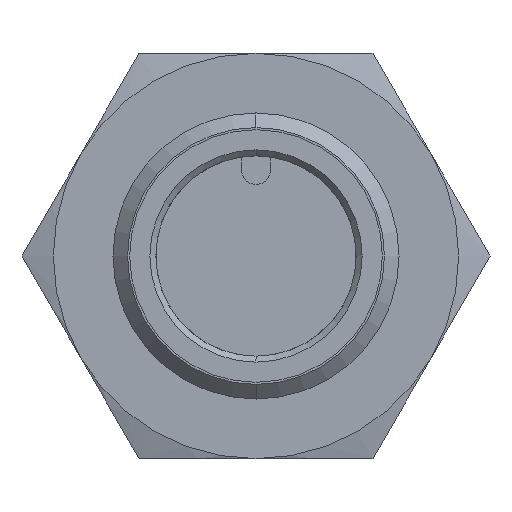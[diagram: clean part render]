
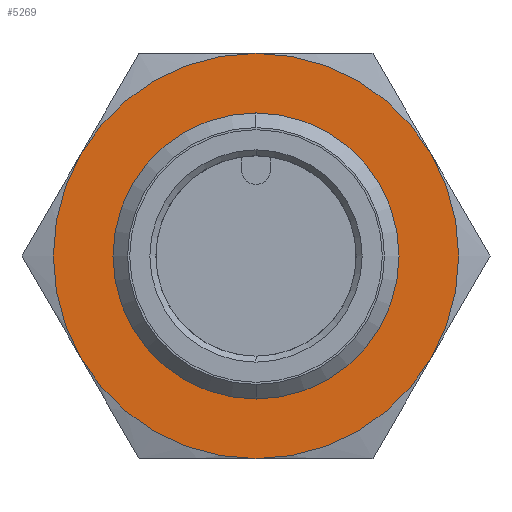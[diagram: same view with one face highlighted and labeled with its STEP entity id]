
A CAD part, left-side view. The second image highlights one B-rep face of the part: STEP entity #5269.
In plain terms, the highlighted planar face has unit normal (-1, 0, 0).
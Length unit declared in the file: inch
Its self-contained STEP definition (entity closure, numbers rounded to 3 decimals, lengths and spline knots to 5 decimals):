
#25 = FACE_BOUND ( 'NONE', #4215, .T. ) ;
#47 = CARTESIAN_POINT ( 'NONE',  ( 1.40157, 0., 0. ) ) ;
#83 = DIRECTION ( 'NONE',  ( 1., 0., 0. ) ) ;
#339 = CIRCLE ( 'NONE', #5174, 0.33465 ) ;
#513 = AXIS2_PLACEMENT_3D ( 'NONE', #3229, #3674, #1509 ) ;
#565 = CARTESIAN_POINT ( 'NONE',  ( 1.40157, 0., 0. ) ) ;
#685 = DIRECTION ( 'NONE',  ( 1., 0., 0. ) ) ;
#748 = ORIENTED_EDGE ( 'NONE', *, *, #3825, .T. ) ;
#784 = CARTESIAN_POINT ( 'NONE',  ( 1.40157, 0., 0. ) ) ;
#787 = ORIENTED_EDGE ( 'NONE', *, *, #3177, .T. ) ;
#835 = CARTESIAN_POINT ( 'NONE',  ( 1.40157, 0., -0.23622 ) ) ;
#893 = VERTEX_POINT ( 'NONE', #2022 ) ;
#932 = VERTEX_POINT ( 'NONE', #1184 ) ;
#1170 = CARTESIAN_POINT ( 'NONE',  ( 1.40157, 0., 0. ) ) ;
#1184 = CARTESIAN_POINT ( 'NONE',  ( 1.40157, 0., -0.33465 ) ) ;
#1282 = VERTEX_POINT ( 'NONE', #2900 ) ;
#1296 = VERTEX_POINT ( 'NONE', #3310 ) ;
#1336 = AXIS2_PLACEMENT_3D ( 'NONE', #565, #4069, #4089 ) ;
#1410 = ORIENTED_EDGE ( 'NONE', *, *, #2075, .T. ) ;
#1453 = PLANE ( 'NONE',  #513 ) ;
#1509 = DIRECTION ( 'NONE',  ( 0., 0., 1. ) ) ;
#1511 = EDGE_CURVE ( 'NONE', #1282, #4774, #2333, .T. ) ;
#1724 = CIRCLE ( 'NONE', #2719, 0.33465 ) ;
#1728 = DIRECTION ( 'NONE',  ( -1., 0., 0. ) ) ;
#1770 = EDGE_CURVE ( 'NONE', #1296, #2029, #3076, .T. ) ;
#1852 = AXIS2_PLACEMENT_3D ( 'NONE', #5076, #685, #5491 ) ;
#1981 = AXIS2_PLACEMENT_3D ( 'NONE', #47, #83, #3549 ) ;
#2022 = CARTESIAN_POINT ( 'NONE',  ( 1.40157, 0., 0.23622 ) ) ;
#2029 = VERTEX_POINT ( 'NONE', #4408 ) ;
#2075 = EDGE_CURVE ( 'NONE', #2680, #893, #2529, .T. ) ;
#2081 = CIRCLE ( 'NONE', #3944, 0.33465 ) ;
#2093 = DIRECTION ( 'NONE',  ( 0., 0., -1. ) ) ;
#2129 = AXIS2_PLACEMENT_3D ( 'NONE', #4726, #3841, #3930 ) ;
#2144 = AXIS2_PLACEMENT_3D ( 'NONE', #784, #3407, #3344 ) ;
#2287 = ORIENTED_EDGE ( 'NONE', *, *, #5157, .T. ) ;
#2333 = CIRCLE ( 'NONE', #1336, 0.33465 ) ;
#2371 = ORIENTED_EDGE ( 'NONE', *, *, #4225, .T. ) ;
#2402 = CIRCLE ( 'NONE', #2129, 0.33465 ) ;
#2406 = CARTESIAN_POINT ( 'NONE',  ( 1.40157, 0.28981, -0.16732 ) ) ;
#2507 = DIRECTION ( 'NONE',  ( 0., 0., -1. ) ) ;
#2529 = CIRCLE ( 'NONE', #1981, 0.23622 ) ;
#2569 = CARTESIAN_POINT ( 'NONE',  ( 1.40157, 0., 0. ) ) ;
#2680 = VERTEX_POINT ( 'NONE', #835 ) ;
#2719 = AXIS2_PLACEMENT_3D ( 'NONE', #3910, #5669, #3045 ) ;
#2900 = CARTESIAN_POINT ( 'NONE',  ( 1.40157, -0.28981, -0.16732 ) ) ;
#3045 = DIRECTION ( 'NONE',  ( 0., 0., -1. ) ) ;
#3076 = CIRCLE ( 'NONE', #2144, 0.33465 ) ;
#3177 = EDGE_CURVE ( 'NONE', #3516, #932, #339, .T. ) ;
#3229 = CARTESIAN_POINT ( 'NONE',  ( 1.40157, 0.16732, 0. ) ) ;
#3310 = CARTESIAN_POINT ( 'NONE',  ( 1.40157, 0., 0.33465 ) ) ;
#3344 = DIRECTION ( 'NONE',  ( 0., 0., -1. ) ) ;
#3407 = DIRECTION ( 'NONE',  ( -1., 0., 0. ) ) ;
#3516 = VERTEX_POINT ( 'NONE', #2406 ) ;
#3549 = DIRECTION ( 'NONE',  ( 0., 0., 1. ) ) ;
#3659 = ORIENTED_EDGE ( 'NONE', *, *, #1770, .T. ) ;
#3674 = DIRECTION ( 'NONE',  ( -1., 0., 0. ) ) ;
#3825 = EDGE_CURVE ( 'NONE', #2029, #3516, #2081, .T. ) ;
#3841 = DIRECTION ( 'NONE',  ( -1., 0., 0. ) ) ;
#3910 = CARTESIAN_POINT ( 'NONE',  ( 1.40157, 0., 0. ) ) ;
#3928 = EDGE_CURVE ( 'NONE', #893, #2680, #5337, .T. ) ;
#3930 = DIRECTION ( 'NONE',  ( 0., 0., -1. ) ) ;
#3944 = AXIS2_PLACEMENT_3D ( 'NONE', #2569, #1728, #2093 ) ;
#4069 = DIRECTION ( 'NONE',  ( -1., 0., 0. ) ) ;
#4089 = DIRECTION ( 'NONE',  ( 0., 0., -1. ) ) ;
#4215 = EDGE_LOOP ( 'NONE', ( #4548, #1410 ) ) ;
#4225 = EDGE_CURVE ( 'NONE', #932, #1282, #2402, .T. ) ;
#4408 = CARTESIAN_POINT ( 'NONE',  ( 1.40157, 0.28981, 0.16732 ) ) ;
#4548 = ORIENTED_EDGE ( 'NONE', *, *, #3928, .T. ) ;
#4726 = CARTESIAN_POINT ( 'NONE',  ( 1.40157, 0., 0. ) ) ;
#4747 = FACE_OUTER_BOUND ( 'NONE', #5479, .T. ) ;
#4774 = VERTEX_POINT ( 'NONE', #5399 ) ;
#5076 = CARTESIAN_POINT ( 'NONE',  ( 1.40157, 0., 0. ) ) ;
#5157 = EDGE_CURVE ( 'NONE', #4774, #1296, #1724, .T. ) ;
#5167 = DIRECTION ( 'NONE',  ( -1., 0., 0. ) ) ;
#5174 = AXIS2_PLACEMENT_3D ( 'NONE', #1170, #5167, #2507 ) ;
#5269 = ADVANCED_FACE ( 'NONE', ( #4747, #25 ), #1453, .T. ) ;
#5337 = CIRCLE ( 'NONE', #1852, 0.23622 ) ;
#5399 = CARTESIAN_POINT ( 'NONE',  ( 1.40157, -0.28981, 0.16732 ) ) ;
#5479 = EDGE_LOOP ( 'NONE', ( #2287, #3659, #748, #787, #2371, #5656 ) ) ;
#5491 = DIRECTION ( 'NONE',  ( 0., 0., 1. ) ) ;
#5656 = ORIENTED_EDGE ( 'NONE', *, *, #1511, .T. ) ;
#5669 = DIRECTION ( 'NONE',  ( -1., 0., 0. ) ) ;
